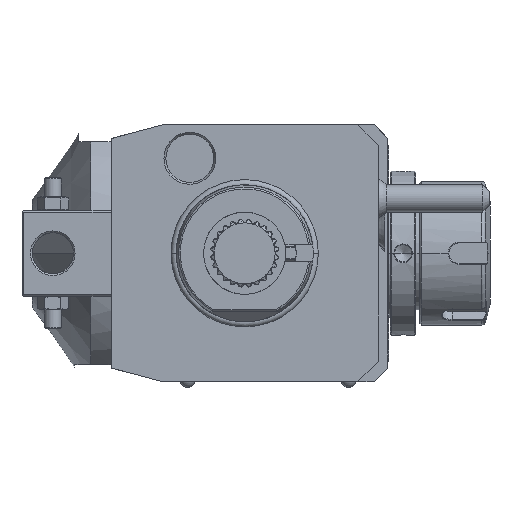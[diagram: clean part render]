
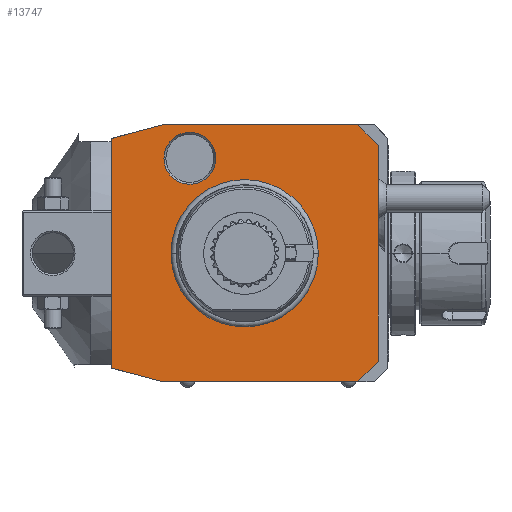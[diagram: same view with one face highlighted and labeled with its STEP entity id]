
A CAD part, front view. The second image highlights one B-rep face of the part: STEP entity #13747.
In plain terms, the highlighted planar face has unit normal (0, -1, 0).
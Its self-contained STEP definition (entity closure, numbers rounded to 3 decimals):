
#1=DIRECTION('',(0.966,0.,-0.259));
#2=VECTOR('',#1,15.529);
#3=CARTESIAN_POINT('',(-39.,0.,-33.481));
#4=LINE('',#3,#2);
#5=DIRECTION('',(0.,0.,-1.));
#6=VECTOR('',#5,66.962);
#7=CARTESIAN_POINT('',(-39.,0.,33.481));
#8=LINE('',#7,#6);
#9=DIRECTION('',(-0.966,0.,-0.259));
#10=VECTOR('',#9,15.529);
#11=CARTESIAN_POINT('',(-24.,0.,37.5));
#12=LINE('',#11,#10);
#13=DIRECTION('',(-1.,0.,0.));
#14=VECTOR('',#13,57.);
#15=CARTESIAN_POINT('',(33.,0.,37.5));
#16=LINE('',#15,#14);
#17=DIRECTION('',(-0.707,0.,0.707));
#18=VECTOR('',#17,8.485);
#19=CARTESIAN_POINT('',(39.,0.,31.5));
#20=LINE('',#19,#18);
#21=DIRECTION('',(0.,0.,1.));
#22=VECTOR('',#21,63.);
#23=CARTESIAN_POINT('',(39.,0.,-31.5));
#24=LINE('',#23,#22);
#25=DIRECTION('',(0.707,0.,0.707));
#26=VECTOR('',#25,8.485);
#27=CARTESIAN_POINT('',(33.,0.,-37.5));
#28=LINE('',#27,#26);
#29=DIRECTION('',(1.,0.,0.));
#30=VECTOR('',#29,57.);
#31=CARTESIAN_POINT('',(-24.,0.,-37.5));
#32=LINE('',#31,#30);
#33=CARTESIAN_POINT('',(-16.,0.,27.713));
#34=DIRECTION('',(0.,1.,0.));
#35=DIRECTION('',(-1.,0.,0.));
#36=AXIS2_PLACEMENT_3D('',#33,#34,#35);
#38=CARTESIAN_POINT('',(-16.,0.,27.713));
#39=DIRECTION('',(0.,1.,0.));
#40=DIRECTION('',(1.,0.,0.));
#41=AXIS2_PLACEMENT_3D('',#38,#39,#40);
#7445=CARTESIAN_POINT('',(0.,0.,0.));
#7446=DIRECTION('',(0.,1.,0.));
#7447=DIRECTION('',(-1.,0.,0.));
#7448=AXIS2_PLACEMENT_3D('',#7445,#7446,#7447);
#7450=CARTESIAN_POINT('',(0.,0.,0.));
#7451=DIRECTION('',(0.,1.,0.));
#7452=DIRECTION('',(1.,0.,0.));
#7453=AXIS2_PLACEMENT_3D('',#7450,#7451,#7452);
#12360=CARTESIAN_POINT('',(-23.577,0.,
27.713));
#12361=CARTESIAN_POINT('',(-8.423,0.,
27.713));
#12362=VERTEX_POINT('',#12360);
#12363=VERTEX_POINT('',#12361);
#13314=CARTESIAN_POINT('',(-39.,0.,-33.481));
#13315=CARTESIAN_POINT('',(-24.,0.,-37.5));
#13316=VERTEX_POINT('',#13314);
#13317=VERTEX_POINT('',#13315);
#13318=CARTESIAN_POINT('',(33.,0.,-37.5));
#13319=VERTEX_POINT('',#13318);
#13320=CARTESIAN_POINT('',(39.,0.,-31.5));
#13321=VERTEX_POINT('',#13320);
#13322=CARTESIAN_POINT('',(39.,0.,31.5));
#13323=VERTEX_POINT('',#13322);
#13324=CARTESIAN_POINT('',(33.,0.,37.5));
#13325=VERTEX_POINT('',#13324);
#13326=CARTESIAN_POINT('',(-24.,0.,37.5));
#13327=VERTEX_POINT('',#13326);
#13328=CARTESIAN_POINT('',(-39.,0.,33.481));
#13329=VERTEX_POINT('',#13328);
#13602=CARTESIAN_POINT('',(-21.137,0.,0.));
#13603=CARTESIAN_POINT('',(21.137,0.,0.));
#13604=VERTEX_POINT('',#13602);
#13605=VERTEX_POINT('',#13603);
#13712=CARTESIAN_POINT('',(0.,0.,0.));
#13713=DIRECTION('',(0.,-1.,0.));
#13714=DIRECTION('',(-1.,0.,0.));
#13715=AXIS2_PLACEMENT_3D('',#13712,#13713,#13714);
#13716=PLANE('',#13715);
#13718=ORIENTED_EDGE('',*,*,#13717,.F.);
#13720=ORIENTED_EDGE('',*,*,#13719,.F.);
#13722=ORIENTED_EDGE('',*,*,#13721,.F.);
#13724=ORIENTED_EDGE('',*,*,#13723,.F.);
#13726=ORIENTED_EDGE('',*,*,#13725,.F.);
#13728=ORIENTED_EDGE('',*,*,#13727,.F.);
#13730=ORIENTED_EDGE('',*,*,#13729,.F.);
#13732=ORIENTED_EDGE('',*,*,#13731,.F.);
#13733=EDGE_LOOP('',(#13718,#13720,#13722,#13724,#13726,#13728,#13730,#13732));
#13734=FACE_OUTER_BOUND('',#13733,.F.);
#13736=ORIENTED_EDGE('',*,*,#13735,.F.);
#13738=ORIENTED_EDGE('',*,*,#13737,.F.);
#13739=EDGE_LOOP('',(#13736,#13738));
#13740=FACE_BOUND('',#13739,.F.);
#13742=ORIENTED_EDGE('',*,*,#13741,.F.);
#13744=ORIENTED_EDGE('',*,*,#13743,.F.);
#13745=EDGE_LOOP('',(#13742,#13744));
#13746=FACE_BOUND('',#13745,.F.);
#37=CIRCLE('',#36,7.577);
#42=CIRCLE('',#41,7.577);
#7449=CIRCLE('',#7448,21.137);
#7454=CIRCLE('',#7453,21.137);
#13717=EDGE_CURVE('',#13316,#13317,#4,.T.);
#13719=EDGE_CURVE('',#13329,#13316,#8,.T.);
#13721=EDGE_CURVE('',#13327,#13329,#12,.T.);
#13723=EDGE_CURVE('',#13325,#13327,#16,.T.);
#13725=EDGE_CURVE('',#13323,#13325,#20,.T.);
#13727=EDGE_CURVE('',#13321,#13323,#24,.T.);
#13729=EDGE_CURVE('',#13319,#13321,#28,.T.);
#13731=EDGE_CURVE('',#13317,#13319,#32,.T.);
#13735=EDGE_CURVE('',#13604,#13605,#7449,.T.);
#13737=EDGE_CURVE('',#13605,#13604,#7454,.T.);
#13741=EDGE_CURVE('',#12362,#12363,#37,.T.);
#13743=EDGE_CURVE('',#12363,#12362,#42,.T.);
#13747=ADVANCED_FACE('',(#13734,#13740,#13746),#13716,.T.);
